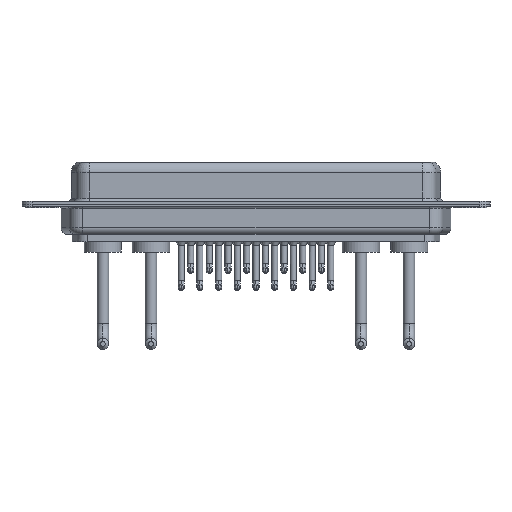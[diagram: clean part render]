
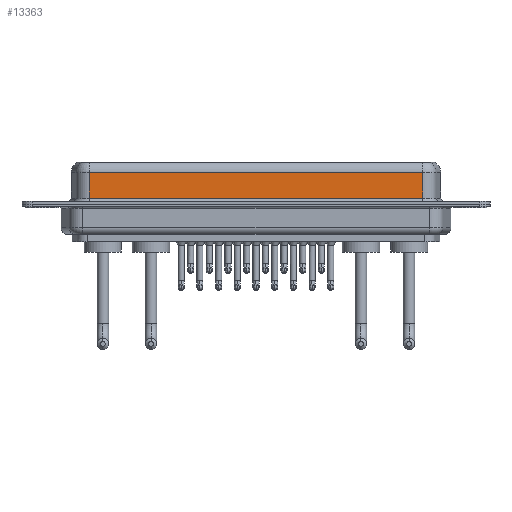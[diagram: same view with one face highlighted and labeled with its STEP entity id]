
A CAD part, front view. The second image highlights one B-rep face of the part: STEP entity #13363.
In plain terms, the highlighted planar face has unit normal (0, -1, 0).
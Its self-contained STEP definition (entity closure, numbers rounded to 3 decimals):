
#22 = VECTOR ( 'NONE', #16706, 1000. ) ;
#1403 = ORIENTED_EDGE ( 'NONE', *, *, #8046, .T. ) ;
#1561 = CARTESIAN_POINT ( 'NONE',  ( 56.462, -3.95, 6.4 ) ) ;
#1695 = CARTESIAN_POINT ( 'NONE',  ( 7.038, -3.95, 0.9 ) ) ;
#2187 = EDGE_CURVE ( 'NONE', #7020, #9650, #9282, .T. ) ;
#2475 = ORIENTED_EDGE ( 'NONE', *, *, #17599, .T. ) ;
#2498 = CARTESIAN_POINT ( 'NONE',  ( 56.462, -3.95, 0.9 ) ) ;
#2732 = VECTOR ( 'NONE', #12125, 1000. ) ;
#2935 = EDGE_LOOP ( 'NONE', ( #8707, #1403, #2475, #15989 ) ) ;
#3198 = FACE_OUTER_BOUND ( 'NONE', #2935, .T. ) ;
#4209 = CARTESIAN_POINT ( 'NONE',  ( 7.038, -3.95, 6.4 ) ) ;
#4648 = CARTESIAN_POINT ( 'NONE',  ( 56.462, -3.95, 4.65 ) ) ;
#4980 = CARTESIAN_POINT ( 'NONE',  ( 56.462, -3.95, 6.4 ) ) ;
#5076 = EDGE_CURVE ( 'NONE', #18282, #9650, #13766, .T. ) ;
#5900 = AXIS2_PLACEMENT_3D ( 'NONE', #1561, #18657, #17023 ) ;
#6082 = VECTOR ( 'NONE', #19313, 1000. ) ;
#7016 = LINE ( 'NONE', #16447, #6082 ) ;
#7020 = VERTEX_POINT ( 'NONE', #4648 ) ;
#8046 = EDGE_CURVE ( 'NONE', #7020, #10813, #7016, .T. ) ;
#8707 = ORIENTED_EDGE ( 'NONE', *, *, #2187, .F. ) ;
#9282 = LINE ( 'NONE', #4980, #12037 ) ;
#9381 = DIRECTION ( 'NONE',  ( 0., 0., -1. ) ) ;
#9650 = VERTEX_POINT ( 'NONE', #2498 ) ;
#10392 = CARTESIAN_POINT ( 'NONE',  ( 56.462, -3.95, 0.9 ) ) ;
#10813 = VERTEX_POINT ( 'NONE', #17904 ) ;
#12037 = VECTOR ( 'NONE', #9381, 1000. ) ;
#12125 = DIRECTION ( 'NONE',  ( 1., 0., 0. ) ) ;
#12599 = PLANE ( 'NONE',  #5900 ) ;
#13363 = ADVANCED_FACE ( 'NONE', ( #3198 ), #12599, .F. ) ;
#13609 = LINE ( 'NONE', #4209, #22 ) ;
#13766 = LINE ( 'NONE', #10392, #2732 ) ;
#15989 = ORIENTED_EDGE ( 'NONE', *, *, #5076, .T. ) ;
#16447 = CARTESIAN_POINT ( 'NONE',  ( 56.462, -3.95, 4.65 ) ) ;
#16706 = DIRECTION ( 'NONE',  ( 0., 0., -1. ) ) ;
#17023 = DIRECTION ( 'NONE',  ( 0., 0., 1. ) ) ;
#17599 = EDGE_CURVE ( 'NONE', #10813, #18282, #13609, .T. ) ;
#17904 = CARTESIAN_POINT ( 'NONE',  ( 7.038, -3.95, 4.65 ) ) ;
#18282 = VERTEX_POINT ( 'NONE', #1695 ) ;
#18657 = DIRECTION ( 'NONE',  ( 0., 1., 0. ) ) ;
#19313 = DIRECTION ( 'NONE',  ( -1., 0., 0. ) ) ;
